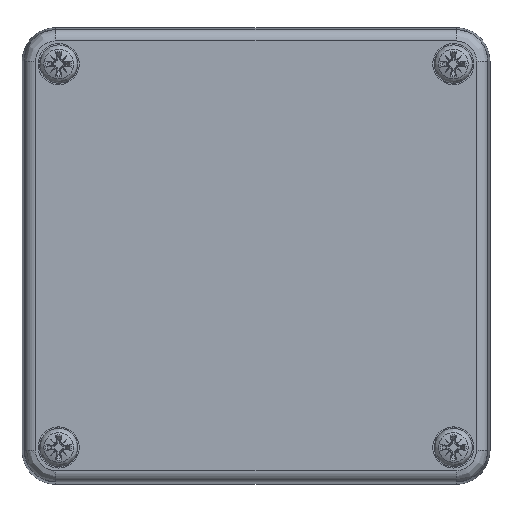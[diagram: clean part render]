
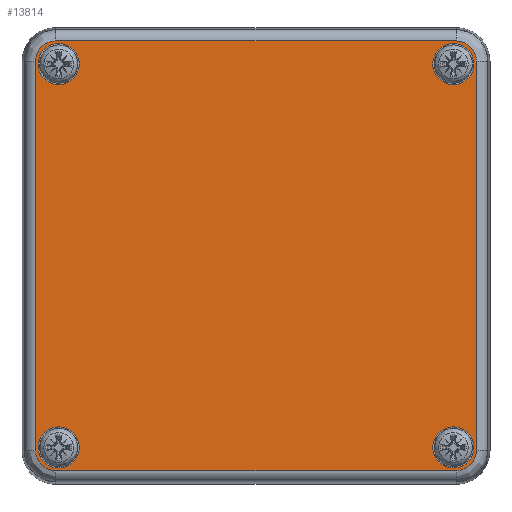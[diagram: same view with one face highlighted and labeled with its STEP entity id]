
A CAD part, top view. The second image highlights one B-rep face of the part: STEP entity #13814.
In plain terms, the highlighted planar face has unit normal (0, 0, 1).
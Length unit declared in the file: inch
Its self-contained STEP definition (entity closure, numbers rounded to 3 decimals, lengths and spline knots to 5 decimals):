
#359 = CARTESIAN_POINT ( 'NONE',  ( 1.37795, -1.33858, 0.98425 ) ) ;
#1539 = CARTESIAN_POINT ( 'NONE',  ( -1.37795, -1.33858, 0.98425 ) ) ;
#2923 = CARTESIAN_POINT ( 'NONE',  ( 0., 1.49993, 0.98425 ) ) ;
#3561 = CARTESIAN_POINT ( 'NONE',  ( -1.37795, 1.33858, 0.98425 ) ) ;
#5263 = EDGE_CURVE ( 'NONE', #71045, #46860, #56346, .T. ) ;
#5635 = VECTOR ( 'NONE', #52014, 39.37008 ) ;
#5654 = EDGE_LOOP ( 'NONE', ( #13492 ) ) ;
#5811 = CARTESIAN_POINT ( 'NONE',  ( -1.48062, -1.49993, 0.98425 ) ) ;
#6554 = ORIENTED_EDGE ( 'NONE', *, *, #71760, .F. ) ;
#7206 = AXIS2_PLACEMENT_3D ( 'NONE', #69765, #11660, #30791 ) ;
#7977 = ORIENTED_EDGE ( 'NONE', *, *, #80259, .F. ) ;
#8195 =( BOUNDED_CURVE ( )  B_SPLINE_CURVE ( 3, ( #24694, #69230, #81466, #69786 ),
 .UNSPECIFIED., .F., .F. ) 
 B_SPLINE_CURVE_WITH_KNOTS ( ( 4, 4 ),
 ( 0., 1. ),
 .UNSPECIFIED. ) 
 CURVE ( )  GEOMETRIC_REPRESENTATION_ITEM ( )  RATIONAL_B_SPLINE_CURVE ( ( 1., 0.805, 0.805, 1. ) ) 
 REPRESENTATION_ITEM ( '' )  );
#8420 = CARTESIAN_POINT ( 'NONE',  ( 0., 0., 0.98425 ) ) ;
#8612 = CARTESIAN_POINT ( 'NONE',  ( 1.5393, -1.35827, 0.98425 ) ) ;
#8769 = ORIENTED_EDGE ( 'NONE', *, *, #5263, .F. ) ;
#8830 = AXIS2_PLACEMENT_3D ( 'NONE', #1539, #45323, #38679 ) ;
#10390 = EDGE_LOOP ( 'NONE', ( #41078 ) ) ;
#11599 =( BOUNDED_CURVE ( )  B_SPLINE_CURVE ( 3, ( #50669, #31773, #13726, #32600 ),
 .UNSPECIFIED., .F., .F. ) 
 B_SPLINE_CURVE_WITH_KNOTS ( ( 4, 4 ),
 ( 0., 1. ),
 .UNSPECIFIED. ) 
 CURVE ( )  GEOMETRIC_REPRESENTATION_ITEM ( )  RATIONAL_B_SPLINE_CURVE ( ( 1., 0.805, 0.805, 1. ) ) 
 REPRESENTATION_ITEM ( '' )  );
#11660 = DIRECTION ( 'NONE',  ( 0., 0., 1. ) ) ;
#12466 = CARTESIAN_POINT ( 'NONE',  ( -1.39764, -1.49993, 0.98425 ) ) ;
#13492 = ORIENTED_EDGE ( 'NONE', *, *, #41096, .F. ) ;
#13498 = VERTEX_POINT ( 'NONE', #49479 ) ;
#13726 = CARTESIAN_POINT ( 'NONE',  ( 1.5393, 1.44125, 0.98425 ) ) ;
#13814 = ADVANCED_FACE ( 'NONE', ( #76238, #43345, #45300, #14623, #34474 ), #59296, .F. ) ;
#13977 = LINE ( 'NONE', #36078, #43707 ) ;
#14623 = FACE_BOUND ( 'NONE', #68686, .T. ) ;
#15190 = CARTESIAN_POINT ( 'NONE',  ( -1.39764, -1.49993, 0.98425 ) ) ;
#15775 = VERTEX_POINT ( 'NONE', #8612 ) ;
#16576 = CIRCLE ( 'NONE', #23975, 0.1437 ) ;
#16611 = CARTESIAN_POINT ( 'NONE',  ( 1.39764, -1.49993, 0.98425 ) ) ;
#17069 = EDGE_CURVE ( 'NONE', #17498, #17498, #16576, .T. ) ;
#17418 = CIRCLE ( 'NONE', #7206, 0.1437 ) ;
#17498 = VERTEX_POINT ( 'NONE', #54528 ) ;
#19706 = CARTESIAN_POINT ( 'NONE',  ( 1.5393, -1.35827, 0.98425 ) ) ;
#20996 = CARTESIAN_POINT ( 'NONE',  ( -1.5393, 1.35827, 0.98425 ) ) ;
#22000 = CARTESIAN_POINT ( 'NONE',  ( 0., -1.49993, 0.98425 ) ) ;
#23849 = CARTESIAN_POINT ( 'NONE',  ( -1.5393, -1.44125, 0.98425 ) ) ;
#23975 = AXIS2_PLACEMENT_3D ( 'NONE', #359, #31697, #57587 ) ;
#24135 = DIRECTION ( 'NONE',  ( 0., -1., 0. ) ) ;
#24694 = CARTESIAN_POINT ( 'NONE',  ( -1.5393, 1.35827, 0.98425 ) ) ;
#26044 = CARTESIAN_POINT ( 'NONE',  ( 1.48062, -1.49993, 0.98425 ) ) ;
#27321 = VERTEX_POINT ( 'NONE', #69562 ) ;
#28037 = VECTOR ( 'NONE', #28258, 39.37008 ) ;
#28180 = ORIENTED_EDGE ( 'NONE', *, *, #60293, .F. ) ;
#28258 = DIRECTION ( 'NONE',  ( 0., 1., 0. ) ) ;
#28843 = LINE ( 'NONE', #2923, #34883 ) ;
#29818 = CARTESIAN_POINT ( 'NONE',  ( -1.39764, 1.49993, 0.98425 ) ) ;
#30791 = DIRECTION ( 'NONE',  ( -1., 0., 0. ) ) ;
#31697 = DIRECTION ( 'NONE',  ( 0., 0., 1. ) ) ;
#31773 = CARTESIAN_POINT ( 'NONE',  ( 1.48062, 1.49993, 0.98425 ) ) ;
#32600 = CARTESIAN_POINT ( 'NONE',  ( 1.5393, 1.35827, 0.98425 ) ) ;
#32707 = EDGE_CURVE ( 'NONE', #46860, #67578, #50136, .T. ) ;
#33292 = EDGE_CURVE ( 'NONE', #70230, #70230, #52769, .T. ) ;
#34474 = FACE_OUTER_BOUND ( 'NONE', #71670, .T. ) ;
#34883 = VECTOR ( 'NONE', #41478, 39.37008 ) ;
#36078 = CARTESIAN_POINT ( 'NONE',  ( 1.5393, 0., 0.98425 ) ) ;
#36524 = ORIENTED_EDGE ( 'NONE', *, *, #63504, .F. ) ;
#38679 = DIRECTION ( 'NONE',  ( -1., 0., 0. ) ) ;
#38817 = CARTESIAN_POINT ( 'NONE',  ( 1.39764, -1.49993, 0.98425 ) ) ;
#40364 = CARTESIAN_POINT ( 'NONE',  ( 1.5393, 1.35827, 0.98425 ) ) ;
#41078 = ORIENTED_EDGE ( 'NONE', *, *, #33292, .F. ) ;
#41096 = EDGE_CURVE ( 'NONE', #13498, #13498, #17418, .T. ) ;
#41478 = DIRECTION ( 'NONE',  ( 1., 0., 0. ) ) ;
#42218 = CARTESIAN_POINT ( 'NONE',  ( -1.5393, -1.35827, 0.98425 ) ) ;
#42653 = CARTESIAN_POINT ( 'NONE',  ( 1.39764, 1.49993, 0.98425 ) ) ;
#43273 = CARTESIAN_POINT ( 'NONE',  ( -1.5393, -1.35827, 0.98425 ) ) ;
#43345 = FACE_BOUND ( 'NONE', #81483, .T. ) ;
#43707 = VECTOR ( 'NONE', #24135, 39.37008 ) ;
#45300 = FACE_BOUND ( 'NONE', #5654, .T. ) ;
#45323 = DIRECTION ( 'NONE',  ( 0., 0., 1. ) ) ;
#46437 = DIRECTION ( 'NONE',  ( -1., 0., 0. ) ) ;
#46471 = VERTEX_POINT ( 'NONE', #40364 ) ;
#46584 = ORIENTED_EDGE ( 'NONE', *, *, #17069, .F. ) ;
#46860 = VERTEX_POINT ( 'NONE', #15190 ) ;
#47039 = VERTEX_POINT ( 'NONE', #29818 ) ;
#47850 = ORIENTED_EDGE ( 'NONE', *, *, #71684, .F. ) ;
#49479 = CARTESIAN_POINT ( 'NONE',  ( 1.23425, 1.33858, 0.98425 ) ) ;
#50136 =( BOUNDED_CURVE ( )  B_SPLINE_CURVE ( 3, ( #12466, #5811, #23849, #43273 ),
 .UNSPECIFIED., .F., .F. ) 
 B_SPLINE_CURVE_WITH_KNOTS ( ( 4, 4 ),
 ( 0., 1. ),
 .UNSPECIFIED. ) 
 CURVE ( )  GEOMETRIC_REPRESENTATION_ITEM ( )  RATIONAL_B_SPLINE_CURVE ( ( 1., 0.805, 0.805, 1. ) ) 
 REPRESENTATION_ITEM ( '' )  );
#50669 = CARTESIAN_POINT ( 'NONE',  ( 1.39764, 1.49993, 0.98425 ) ) ;
#52014 = DIRECTION ( 'NONE',  ( -1., 0., 0. ) ) ;
#52141 = EDGE_CURVE ( 'NONE', #47039, #80754, #28843, .T. ) ;
#52769 = CIRCLE ( 'NONE', #8830, 0.1437 ) ;
#52906 = CIRCLE ( 'NONE', #53103, 0.1437 ) ;
#53103 = AXIS2_PLACEMENT_3D ( 'NONE', #3561, #60579, #53893 ) ;
#53453 = DIRECTION ( 'NONE',  ( 0., 0., -1. ) ) ;
#53893 = DIRECTION ( 'NONE',  ( -1., 0., 0. ) ) ;
#54528 = CARTESIAN_POINT ( 'NONE',  ( 1.23425, -1.33858, 0.98425 ) ) ;
#56346 = LINE ( 'NONE', #22000, #5635 ) ;
#57587 = DIRECTION ( 'NONE',  ( -1., 0., 0. ) ) ;
#58653 = ORIENTED_EDGE ( 'NONE', *, *, #52141, .F. ) ;
#59296 = PLANE ( 'NONE',  #59813 ) ;
#59813 = AXIS2_PLACEMENT_3D ( 'NONE', #8420, #53453, #46437 ) ;
#60293 = EDGE_CURVE ( 'NONE', #15775, #71045, #70259, .T. ) ;
#60579 = DIRECTION ( 'NONE',  ( 0., 0., 1. ) ) ;
#63504 = EDGE_CURVE ( 'NONE', #80754, #46471, #11599, .T. ) ;
#66425 = CARTESIAN_POINT ( 'NONE',  ( -1.5393, 0., 0.98425 ) ) ;
#66616 = ORIENTED_EDGE ( 'NONE', *, *, #32707, .F. ) ;
#67578 = VERTEX_POINT ( 'NONE', #42218 ) ;
#68686 = EDGE_LOOP ( 'NONE', ( #47850 ) ) ;
#69230 = CARTESIAN_POINT ( 'NONE',  ( -1.5393, 1.44125, 0.98425 ) ) ;
#69562 = CARTESIAN_POINT ( 'NONE',  ( -1.52165, 1.33858, 0.98425 ) ) ;
#69765 = CARTESIAN_POINT ( 'NONE',  ( 1.37795, 1.33858, 0.98425 ) ) ;
#69786 = CARTESIAN_POINT ( 'NONE',  ( -1.39764, 1.49993, 0.98425 ) ) ;
#69795 = CARTESIAN_POINT ( 'NONE',  ( 1.5393, -1.44125, 0.98425 ) ) ;
#70230 = VERTEX_POINT ( 'NONE', #73984 ) ;
#70259 =( BOUNDED_CURVE ( )  B_SPLINE_CURVE ( 3, ( #19706, #69795, #26044, #38817 ),
 .UNSPECIFIED., .F., .F. ) 
 B_SPLINE_CURVE_WITH_KNOTS ( ( 4, 4 ),
 ( 0., 1. ),
 .UNSPECIFIED. ) 
 CURVE ( )  GEOMETRIC_REPRESENTATION_ITEM ( )  RATIONAL_B_SPLINE_CURVE ( ( 1., 0.805, 0.805, 1. ) ) 
 REPRESENTATION_ITEM ( '' )  );
#71045 = VERTEX_POINT ( 'NONE', #16611 ) ;
#71670 = EDGE_LOOP ( 'NONE', ( #6554, #66616, #8769, #28180, #73304, #36524, #58653, #7977 ) ) ;
#71684 = EDGE_CURVE ( 'NONE', #27321, #27321, #52906, .T. ) ;
#71760 = EDGE_CURVE ( 'NONE', #67578, #79497, #76826, .T. ) ;
#73304 = ORIENTED_EDGE ( 'NONE', *, *, #78724, .F. ) ;
#73984 = CARTESIAN_POINT ( 'NONE',  ( -1.52165, -1.33858, 0.98425 ) ) ;
#76238 = FACE_BOUND ( 'NONE', #10390, .T. ) ;
#76826 = LINE ( 'NONE', #66425, #28037 ) ;
#78724 = EDGE_CURVE ( 'NONE', #46471, #15775, #13977, .T. ) ;
#79497 = VERTEX_POINT ( 'NONE', #20996 ) ;
#80259 = EDGE_CURVE ( 'NONE', #79497, #47039, #8195, .T. ) ;
#80754 = VERTEX_POINT ( 'NONE', #42653 ) ;
#81466 = CARTESIAN_POINT ( 'NONE',  ( -1.48062, 1.49993, 0.98425 ) ) ;
#81483 = EDGE_LOOP ( 'NONE', ( #46584 ) ) ;
